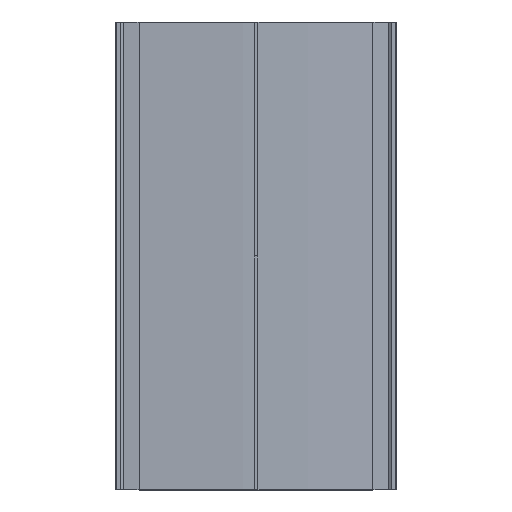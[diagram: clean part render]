
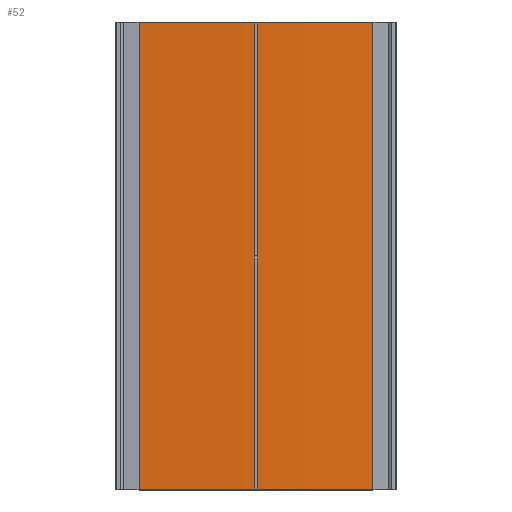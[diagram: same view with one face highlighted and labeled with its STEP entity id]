
A CAD part, top view. The second image highlights one B-rep face of the part: STEP entity #52.
In plain terms, the highlighted cylindrical face has radius 795.02 mm (diameter 1590.04 mm), a partial arc.
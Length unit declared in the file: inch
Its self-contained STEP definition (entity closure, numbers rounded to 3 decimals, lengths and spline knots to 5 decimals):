
#52=ADVANCED_FACE('',(#90),#552,.T.);
#90=FACE_OUTER_BOUND('',#128,.T.);
#128=EDGE_LOOP('',(#282,#283,#284,#285));
#282=ORIENTED_EDGE('',*,*,#380,.T.);
#283=ORIENTED_EDGE('',*,*,#381,.T.);
#284=ORIENTED_EDGE('',*,*,#382,.F.);
#285=ORIENTED_EDGE('',*,*,#383,.F.);
#380=EDGE_CURVE('',#538,#539,#478,.T.);
#381=EDGE_CURVE('',#539,#540,#479,.T.);
#382=EDGE_CURVE('',#541,#540,#480,.T.);
#383=EDGE_CURVE('',#538,#541,#481,.T.);
#478=B_SPLINE_CURVE_WITH_KNOTS('',3,(#1068,#1069,#1070,#1071,#1072),
 .UNSPECIFIED.,.F.,.F.,(4,1,4),(258.09596,260.59796,263.09996),
 .UNSPECIFIED.);
#479=B_SPLINE_CURVE_WITH_KNOTS('',1,(#1073,#1074),.UNSPECIFIED.,.F.,.F.,
(2,2),(0.,6.),.UNSPECIFIED.);
#480=B_SPLINE_CURVE_WITH_KNOTS('',3,(#1075,#1076,#1077,#1078,#1079),
 .UNSPECIFIED.,.F.,.F.,(4,1,4),(258.09596,260.59796,263.09996),
 .UNSPECIFIED.);
#481=B_SPLINE_CURVE_WITH_KNOTS('',1,(#1080,#1081),.UNSPECIFIED.,.F.,.F.,
(2,2),(0.,6.),.UNSPECIFIED.);
#538=VERTEX_POINT('',#1060);
#539=VERTEX_POINT('',#1061);
#540=VERTEX_POINT('',#1062);
#541=VERTEX_POINT('',#1063);
#552=CYLINDRICAL_SURFACE('',#719,31.3);
#719=AXIS2_PLACEMENT_3D('',#1054,#784,$);
#784=DIRECTION('',(0.,1.,0.));
#1054=CARTESIAN_POINT('',(2.5,5.,-31.2));
#1060=CARTESIAN_POINT('',(0.,0.,0.));
#1061=CARTESIAN_POINT('',(5.,0.,0.));
#1062=CARTESIAN_POINT('',(5.,10.,0.));
#1063=CARTESIAN_POINT('',(0.,10.,0.));
#1068=CARTESIAN_POINT('',(0.,0.,0.));
#1069=CARTESIAN_POINT('',(0.83134,0.,0.06651));
#1070=CARTESIAN_POINT('',(2.5,0.,0.13349));
#1071=CARTESIAN_POINT('',(4.16866,0.,0.06651));
#1072=CARTESIAN_POINT('',(5.,0.,0.));
#1073=CARTESIAN_POINT('',(5.,0.,0.));
#1074=CARTESIAN_POINT('',(5.,10.,0.));
#1075=CARTESIAN_POINT('',(0.,10.,0.));
#1076=CARTESIAN_POINT('',(0.83134,10.,0.06651));
#1077=CARTESIAN_POINT('',(2.5,10.,0.13349));
#1078=CARTESIAN_POINT('',(4.16866,10.,0.06651));
#1079=CARTESIAN_POINT('',(5.,10.,0.));
#1080=CARTESIAN_POINT('',(0.,0.,0.));
#1081=CARTESIAN_POINT('',(0.,10.,0.));
